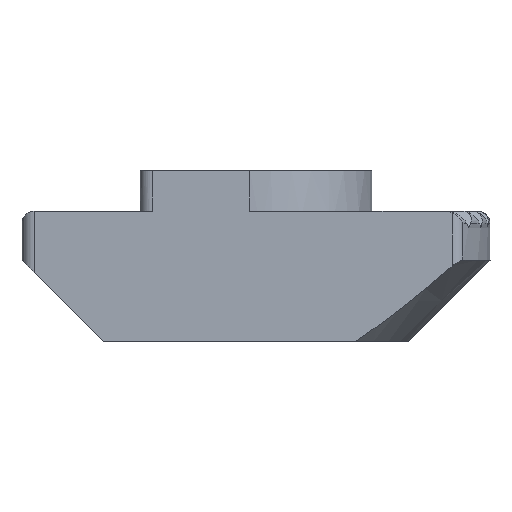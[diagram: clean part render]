
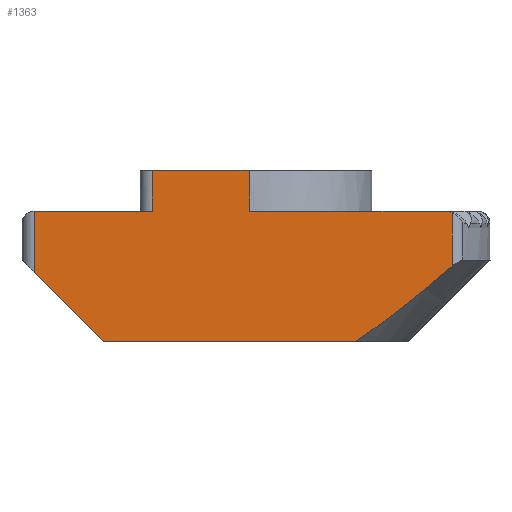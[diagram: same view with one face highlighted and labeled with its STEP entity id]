
A CAD part, left-side view. The second image highlights one B-rep face of the part: STEP entity #1363.
In plain terms, the highlighted planar face has unit normal (-1, 0, 0).
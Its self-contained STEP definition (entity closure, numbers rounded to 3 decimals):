
#4 = CARTESIAN_POINT ( 'NONE',  ( -2.85, 2.55, 0. ) ) ;
#54 = VECTOR ( 'NONE', #2430, 1000. ) ;
#121 = ORIENTED_EDGE ( 'NONE', *, *, #777, .F. ) ;
#133 = DIRECTION ( 'NONE',  ( 0., -1., 0. ) ) ;
#149 = LINE ( 'NONE', #2250, #269 ) ;
#166 = CARTESIAN_POINT ( 'NONE',  ( -2.85, -4.436, -1.681 ) ) ;
#219 = CARTESIAN_POINT ( 'NONE',  ( -2.85, -4.645, 0. ) ) ;
#243 = VERTEX_POINT ( 'NONE', #2246 ) ;
#269 = VECTOR ( 'NONE', #1285, 1000. ) ;
#291 = CARTESIAN_POINT ( 'NONE',  ( -2.85, -2.437, -3.2 ) ) ;
#366 = CARTESIAN_POINT ( 'NONE',  ( -2.85, -4.763, -0.012 ) ) ;
#381 = DIRECTION ( 'NONE',  ( 0., 0.707, 0.707 ) ) ;
#388 = LINE ( 'NONE', #1308, #2474 ) ;
#398 = CARTESIAN_POINT ( 'NONE',  ( -2.85, 5.75, 0. ) ) ;
#399 = CARTESIAN_POINT ( 'NONE',  ( -2.85, 5.75, 1. ) ) ;
#447 = LINE ( 'NONE', #399, #1432 ) ;
#487 = ORIENTED_EDGE ( 'NONE', *, *, #2163, .T. ) ;
#489 = VECTOR ( 'NONE', #547, 1000. ) ;
#532 = CARTESIAN_POINT ( 'NONE',  ( -2.85, -4.05, -2.003 ) ) ;
#537 = ORIENTED_EDGE ( 'NONE', *, *, #1338, .F. ) ;
#547 = DIRECTION ( 'NONE',  ( 0., 0., -1. ) ) ;
#608 = CARTESIAN_POINT ( 'NONE',  ( -2.85, -4.705, 0. ) ) ;
#616 = CARTESIAN_POINT ( 'NONE',  ( -2.85, 5.45, 0. ) ) ;
#631 = DIRECTION ( 'NONE',  ( 1., 0., 0. ) ) ;
#639 = VERTEX_POINT ( 'NONE', #291 ) ;
#656 = CARTESIAN_POINT ( 'NONE',  ( -2.85, 0.15, 1. ) ) ;
#672 = VERTEX_POINT ( 'NONE', #1273 ) ;
#699 = CARTESIAN_POINT ( 'NONE',  ( -2.85, 2.55, 0. ) ) ;
#748 = EDGE_CURVE ( 'NONE', #2089, #672, #1548, .T. ) ;
#777 = EDGE_CURVE ( 'NONE', #1795, #1604, #149, .T. ) ;
#843 = DIRECTION ( 'NONE',  ( 0., 1., 0. ) ) ;
#854 = EDGE_CURVE ( 'NONE', #1604, #243, #388, .T. ) ;
#877 = EDGE_CURVE ( 'NONE', #243, #2156, #1962, .T. ) ;
#909 = EDGE_CURVE ( 'NONE', #672, #1795, #447, .T. ) ;
#932 = AXIS2_PLACEMENT_3D ( 'NONE', #1217, #631, #843 ) ;
#1008 = FACE_OUTER_BOUND ( 'NONE', #1283, .T. ) ;
#1054 = CARTESIAN_POINT ( 'NONE',  ( -2.85, -4.817, -0.038 ) ) ;
#1070 = VERTEX_POINT ( 'NONE', #1421 ) ;
#1178 = LINE ( 'NONE', #2031, #1281 ) ;
#1215 = DIRECTION ( 'NONE',  ( 0., -1., 0. ) ) ;
#1217 = CARTESIAN_POINT ( 'NONE',  ( -2.85, 5.75, 0. ) ) ;
#1253 = VERTEX_POINT ( 'NONE', #2368 ) ;
#1273 = CARTESIAN_POINT ( 'NONE',  ( -2.85, 2.55, 1. ) ) ;
#1281 = VECTOR ( 'NONE', #2208, 1000. ) ;
#1283 = EDGE_LOOP ( 'NONE', ( #537, #487, #2161, #1875, #1969, #1967, #121, #2263, #2026, #1799, #1554 ) ) ;
#1285 = DIRECTION ( 'NONE',  ( 0., 0., -1. ) ) ;
#1290 = LINE ( 'NONE', #1551, #2018 ) ;
#1308 = CARTESIAN_POINT ( 'NONE',  ( -2.85, 5.75, 0. ) ) ;
#1338 = EDGE_CURVE ( 'NONE', #1070, #2062, #1290, .T. ) ;
#1363 = ADVANCED_FACE ( 'NONE', ( #1008 ), #2387, .F. ) ;
#1421 = CARTESIAN_POINT ( 'NONE',  ( -2.85, 3.75, -3.2 ) ) ;
#1432 = VECTOR ( 'NONE', #1768, 1000. ) ;
#1485 = CARTESIAN_POINT ( 'NONE',  ( -2.85, 5.45, 0. ) ) ;
#1516 = VECTOR ( 'NONE', #1215, 1000. ) ;
#1534 = CARTESIAN_POINT ( 'NONE',  ( -2.85, -3.262, -2.625 ) ) ;
#1548 = LINE ( 'NONE', #699, #54 ) ;
#1551 = CARTESIAN_POINT ( 'NONE',  ( -2.85, 3.75, -3.2 ) ) ;
#1554 = ORIENTED_EDGE ( 'NONE', *, *, #2262, .F. ) ;
#1604 = VERTEX_POINT ( 'NONE', #2393 ) ;
#1667 = LINE ( 'NONE', #398, #1516 ) ;
#1768 = DIRECTION ( 'NONE',  ( 0., -1., 0. ) ) ;
#1795 = VERTEX_POINT ( 'NONE', #656 ) ;
#1799 = ORIENTED_EDGE ( 'NONE', *, *, #2044, .F. ) ;
#1875 = ORIENTED_EDGE ( 'NONE', *, *, #2383, .F. ) ;
#1888 = CARTESIAN_POINT ( 'NONE',  ( -2.85, -4.817, 0. ) ) ;
#1962 = B_SPLINE_CURVE_WITH_KNOTS ( 'NONE', 3,
 ( #219, #608, #366, #2375 ),
 .UNSPECIFIED., .F., .F.,
 ( 4, 4 ),
 ( 0., 0. ),
 .UNSPECIFIED. ) ;
#1967 = ORIENTED_EDGE ( 'NONE', *, *, #854, .F. ) ;
#1969 = ORIENTED_EDGE ( 'NONE', *, *, #877, .F. ) ;
#2018 = VECTOR ( 'NONE', #381, 1000. ) ;
#2026 = ORIENTED_EDGE ( 'NONE', *, *, #748, .F. ) ;
#2031 = CARTESIAN_POINT ( 'NONE',  ( -2.85, 0., -3.2 ) ) ;
#2044 = EDGE_CURVE ( 'NONE', #2058, #2089, #1667, .T. ) ;
#2058 = VERTEX_POINT ( 'NONE', #616 ) ;
#2062 = VERTEX_POINT ( 'NONE', #2370 ) ;
#2089 = VERTEX_POINT ( 'NONE', #4 ) ;
#2101 = B_SPLINE_CURVE_WITH_KNOTS ( 'NONE', 3,
 ( #2482, #166, #532, #1534, #2302, #2503 ),
 .UNSPECIFIED., .F., .F.,
 ( 4, 2, 4 ),
 ( 0., 0.002, 0.003 ),
 .UNSPECIFIED. ) ;
#2150 = VECTOR ( 'NONE', #2460, 1000. ) ;
#2156 = VERTEX_POINT ( 'NONE', #1054 ) ;
#2161 = ORIENTED_EDGE ( 'NONE', *, *, #2379, .F. ) ;
#2163 = EDGE_CURVE ( 'NONE', #1070, #639, #1178, .T. ) ;
#2205 = LINE ( 'NONE', #1888, #489 ) ;
#2208 = DIRECTION ( 'NONE',  ( 0., -1., 0. ) ) ;
#2246 = CARTESIAN_POINT ( 'NONE',  ( -2.85, -4.645, 0. ) ) ;
#2250 = CARTESIAN_POINT ( 'NONE',  ( -2.85, 0.15, 1. ) ) ;
#2258 = LINE ( 'NONE', #1485, #2150 ) ;
#2262 = EDGE_CURVE ( 'NONE', #2062, #2058, #2258, .T. ) ;
#2263 = ORIENTED_EDGE ( 'NONE', *, *, #909, .F. ) ;
#2302 = CARTESIAN_POINT ( 'NONE',  ( -2.85, -2.86, -2.925 ) ) ;
#2368 = CARTESIAN_POINT ( 'NONE',  ( -2.85, -4.817, -1.353 ) ) ;
#2370 = CARTESIAN_POINT ( 'NONE',  ( -2.85, 5.45, -1.5 ) ) ;
#2375 = CARTESIAN_POINT ( 'NONE',  ( -2.85, -4.817, -0.038 ) ) ;
#2379 = EDGE_CURVE ( 'NONE', #1253, #639, #2101, .T. ) ;
#2383 = EDGE_CURVE ( 'NONE', #2156, #1253, #2205, .T. ) ;
#2387 = PLANE ( 'NONE',  #932 ) ;
#2393 = CARTESIAN_POINT ( 'NONE',  ( -2.85, 0.15, 0. ) ) ;
#2430 = DIRECTION ( 'NONE',  ( 0., 0., 1. ) ) ;
#2460 = DIRECTION ( 'NONE',  ( 0., 0., 1. ) ) ;
#2474 = VECTOR ( 'NONE', #133, 1000. ) ;
#2482 = CARTESIAN_POINT ( 'NONE',  ( -2.85, -4.817, -1.353 ) ) ;
#2503 = CARTESIAN_POINT ( 'NONE',  ( -2.85, -2.437, -3.2 ) ) ;
